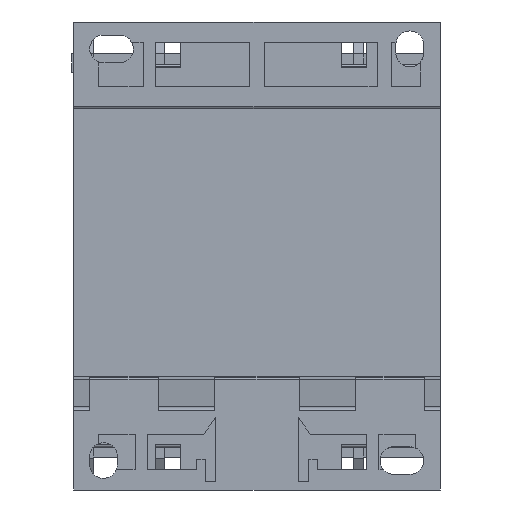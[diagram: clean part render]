
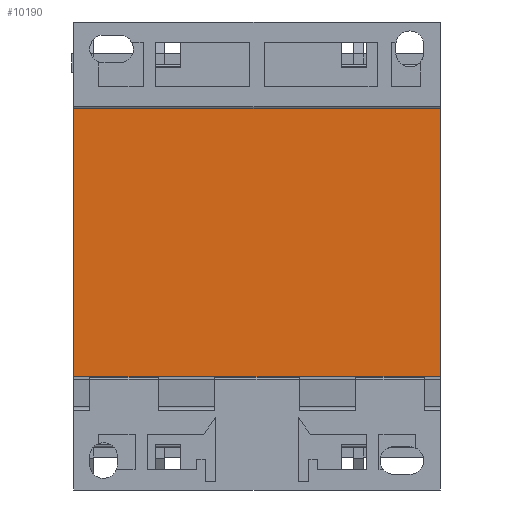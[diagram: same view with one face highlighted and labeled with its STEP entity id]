
A CAD part, front view. The second image highlights one B-rep face of the part: STEP entity #10190.
In plain terms, the highlighted planar face has unit normal (0, -1, 0).
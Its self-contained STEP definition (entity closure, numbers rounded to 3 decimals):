
#82 = VECTOR ( 'NONE', #7315, 1000. ) ;
#377 = PLANE ( 'NONE',  #425 ) ;
#425 = AXIS2_PLACEMENT_3D ( 'NONE', #21793, #10387, #23679 ) ;
#696 = VECTOR ( 'NONE', #13765, 1000. ) ;
#1317 = LINE ( 'NONE', #21001, #11211 ) ;
#2983 = CARTESIAN_POINT ( 'NONE',  ( 45.5, -1.256, -14.979 ) ) ;
#3472 = VERTEX_POINT ( 'NONE', #15400 ) ;
#3669 = CARTESIAN_POINT ( 'NONE',  ( 43.5, -1.256, -14.979 ) ) ;
#3684 = LINE ( 'NONE', #2983, #23550 ) ;
#4858 = CARTESIAN_POINT ( 'NONE',  ( 45.5, -1.256, -14.979 ) ) ;
#5347 = LINE ( 'NONE', #11168, #82 ) ;
#6000 = LINE ( 'NONE', #23206, #696 ) ;
#6532 = VERTEX_POINT ( 'NONE', #21540 ) ;
#6696 = CARTESIAN_POINT ( 'NONE',  ( 0., -1.256, -14.979 ) ) ;
#6798 = LINE ( 'NONE', #7415, #12013 ) ;
#6878 = VECTOR ( 'NONE', #18378, 1000. ) ;
#7041 = CARTESIAN_POINT ( 'NONE',  ( 45.5, -1.256, -14.979 ) ) ;
#7315 = DIRECTION ( 'NONE',  ( 0., 0., -1. ) ) ;
#7415 = CARTESIAN_POINT ( 'NONE',  ( 45.5, -1.256, -14.979 ) ) ;
#7440 = VECTOR ( 'NONE', #20176, 1000. ) ;
#7512 = CARTESIAN_POINT ( 'NONE',  ( 35., -1.256, -14.979 ) ) ;
#8044 = LINE ( 'NONE', #12531, #7440 ) ;
#8045 = VECTOR ( 'NONE', #11567, 1000. ) ;
#8120 = ORIENTED_EDGE ( 'NONE', *, *, #15414, .F. ) ;
#8221 = ORIENTED_EDGE ( 'NONE', *, *, #14740, .F. ) ;
#8674 = EDGE_CURVE ( 'NONE', #21015, #25024, #20673, .T. ) ;
#8852 = EDGE_LOOP ( 'NONE', ( #16923, #14254, #12268, #20627, #13620, #24691, #17646, #8221, #8120, #17701 ) ) ;
#9013 = DIRECTION ( 'NONE',  ( -1., 0., 0. ) ) ;
#9019 = VECTOR ( 'NONE', #9013, 1000. ) ;
#10190 = ADVANCED_FACE ( 'NONE', ( #18106 ), #377, .F. ) ;
#10387 = DIRECTION ( 'NONE',  ( 0., 1., 0. ) ) ;
#11168 = CARTESIAN_POINT ( 'NONE',  ( 0., -1.256, -14.979 ) ) ;
#11211 = VECTOR ( 'NONE', #15208, 1000. ) ;
#11538 = VERTEX_POINT ( 'NONE', #21687 ) ;
#11567 = DIRECTION ( 'NONE',  ( 1., 0., 0. ) ) ;
#12013 = VECTOR ( 'NONE', #22700, 1000. ) ;
#12086 = LINE ( 'NONE', #4858, #6878 ) ;
#12268 = ORIENTED_EDGE ( 'NONE', *, *, #17461, .F. ) ;
#12444 = EDGE_CURVE ( 'NONE', #23189, #23143, #1317, .T. ) ;
#12531 = CARTESIAN_POINT ( 'NONE',  ( 45.5, -1.256, -14.979 ) ) ;
#12770 = VERTEX_POINT ( 'NONE', #15502 ) ;
#13074 = EDGE_CURVE ( 'NONE', #23143, #18856, #3684, .T. ) ;
#13620 = ORIENTED_EDGE ( 'NONE', *, *, #16541, .F. ) ;
#13765 = DIRECTION ( 'NONE',  ( -1., 0., 0. ) ) ;
#14254 = ORIENTED_EDGE ( 'NONE', *, *, #21941, .T. ) ;
#14740 = EDGE_CURVE ( 'NONE', #12770, #23189, #12086, .T. ) ;
#15208 = DIRECTION ( 'NONE',  ( -1., 0., 0. ) ) ;
#15400 = CARTESIAN_POINT ( 'NONE',  ( 17.5, -1.256, -14.979 ) ) ;
#15414 = EDGE_CURVE ( 'NONE', #21015, #12770, #6798, .T. ) ;
#15502 = CARTESIAN_POINT ( 'NONE',  ( 45.5, -1.256, -14.979 ) ) ;
#16220 = VECTOR ( 'NONE', #21174, 1000. ) ;
#16541 = EDGE_CURVE ( 'NONE', #18856, #3472, #6000, .T. ) ;
#16739 = VERTEX_POINT ( 'NONE', #6696 ) ;
#16831 = EDGE_CURVE ( 'NONE', #3472, #11538, #19212, .T. ) ;
#16923 = ORIENTED_EDGE ( 'NONE', *, *, #21301, .T. ) ;
#17461 = EDGE_CURVE ( 'NONE', #11538, #6532, #8044, .T. ) ;
#17646 = ORIENTED_EDGE ( 'NONE', *, *, #12444, .F. ) ;
#17701 = ORIENTED_EDGE ( 'NONE', *, *, #8674, .T. ) ;
#18106 = FACE_OUTER_BOUND ( 'NONE', #8852, .T. ) ;
#18378 = DIRECTION ( 'NONE',  ( -1., 0., 0. ) ) ;
#18856 = VERTEX_POINT ( 'NONE', #24871 ) ;
#19212 = LINE ( 'NONE', #7041, #9019 ) ;
#19257 = CARTESIAN_POINT ( 'NONE',  ( 45.5, -1.256, 18.25 ) ) ;
#19575 = CARTESIAN_POINT ( 'NONE',  ( 0., -1.256, 18.25 ) ) ;
#20176 = DIRECTION ( 'NONE',  ( -1., 0., 0. ) ) ;
#20627 = ORIENTED_EDGE ( 'NONE', *, *, #16831, .F. ) ;
#20673 = LINE ( 'NONE', #19257, #16220 ) ;
#21001 = CARTESIAN_POINT ( 'NONE',  ( 45.5, -1.256, -14.979 ) ) ;
#21015 = VERTEX_POINT ( 'NONE', #21817 ) ;
#21174 = DIRECTION ( 'NONE',  ( -1., 0., 0. ) ) ;
#21301 = EDGE_CURVE ( 'NONE', #25024, #16739, #5347, .T. ) ;
#21540 = CARTESIAN_POINT ( 'NONE',  ( 2., -1.256, -14.979 ) ) ;
#21687 = CARTESIAN_POINT ( 'NONE',  ( 10.5, -1.256, -14.979 ) ) ;
#21793 = CARTESIAN_POINT ( 'NONE',  ( 45.5, -1.256, -14.979 ) ) ;
#21817 = CARTESIAN_POINT ( 'NONE',  ( 45.5, -1.256, 18.25 ) ) ;
#21941 = EDGE_CURVE ( 'NONE', #16739, #6532, #22685, .T. ) ;
#22685 = LINE ( 'NONE', #22915, #8045 ) ;
#22700 = DIRECTION ( 'NONE',  ( 0., 0., -1. ) ) ;
#22915 = CARTESIAN_POINT ( 'NONE',  ( 45.5, -1.256, -14.979 ) ) ;
#23143 = VERTEX_POINT ( 'NONE', #7512 ) ;
#23189 = VERTEX_POINT ( 'NONE', #3669 ) ;
#23206 = CARTESIAN_POINT ( 'NONE',  ( 45.5, -1.256, -14.979 ) ) ;
#23550 = VECTOR ( 'NONE', #24217, 1000. ) ;
#23679 = DIRECTION ( 'NONE',  ( 0., 0., 1. ) ) ;
#24217 = DIRECTION ( 'NONE',  ( -1., 0., 0. ) ) ;
#24691 = ORIENTED_EDGE ( 'NONE', *, *, #13074, .F. ) ;
#24871 = CARTESIAN_POINT ( 'NONE',  ( 28., -1.256, -14.979 ) ) ;
#25024 = VERTEX_POINT ( 'NONE', #19575 ) ;
